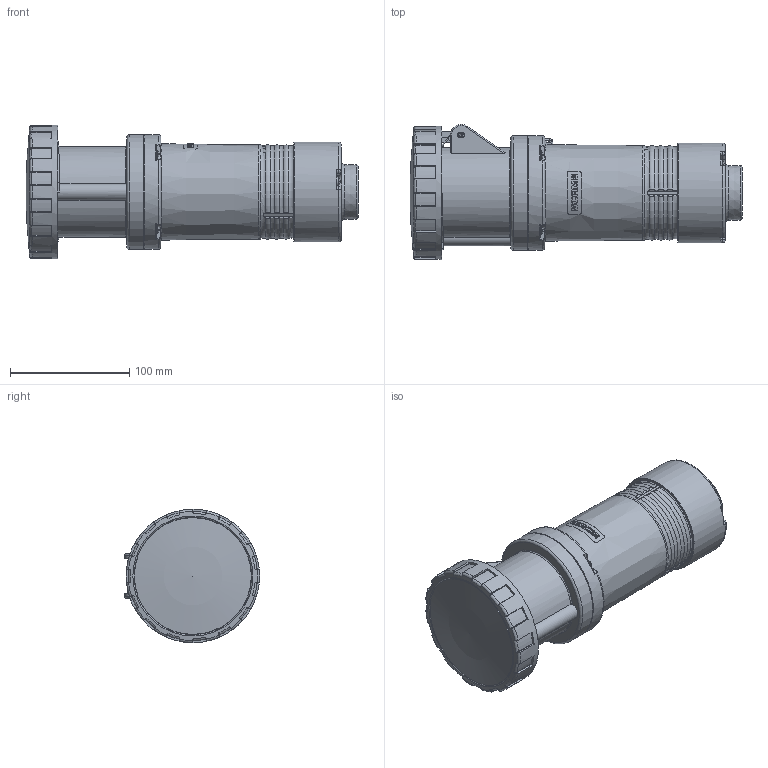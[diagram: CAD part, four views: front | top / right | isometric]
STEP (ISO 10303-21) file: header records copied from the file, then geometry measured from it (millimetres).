
FILE_DESCRIPTION(/* description */ (''),/* implementation_level */ '2;1');
FILE_NAME(/* name */ '4001005.stp',/* time_stamp */ '2019-02-28T10:18:46+01:00',/* author */ (''),/* organization */ (''),/* preprocessor_version */ 'ST-DEVELOPER v16.7',/* originating_system */ 'SIEMENS PLM Software NX 12.0',/* authorisation */ '');
FILE_SCHEMA (('AUTOMOTIVE_DESIGN { 1 0 10303 214 3 1 1 1 }'));
Length unit declared in the file: millimetre
Products named in the file (1): bsom1430229Cmuw5
Bounding box: 278.75 x 113.48 x 112 mm (x, y, z)
Volume: 350963.6 mm3; surface area: 407587 mm2
Topology: 17 solids, 18 shells, 2840 faces, 7516 edges, 4795 vertices
Faces by surface type: plane 1191, cylinder 651, torus 417, cone 201, bspline 176, extrusion 116, sphere 88
Full cylindrical faces by diameter (mm): 1.1 x4, 2.5 x6, 2.6 x4, 2.8 x4, 3 x14, 3.5 x6, 3.9 x1, 4 x13, 4.1 x3, 4.2 x3, 4.4 x1, 4.5 x2, 4.642 x1, 4.8 x3, 5 x1, 5.2 x2, 5.6 x3, 6 x1, 6.1 x1, 6.8 x3, 7 x4, 7.1 x1, 7.8 x3, 8 x7, 8.5 x3, 9.3 x4, 10 x5, 11.3 x1, 12 x3, 12.5 x1
Entity records: 107358 total; most frequent: CARTESIAN_POINT 41414, ORIENTED_EDGE 14006, DIRECTION 12646, EDGE_CURVE 7003, AXIS2_PLACEMENT_3D 4944, VERTEX_POINT 4672, EDGE_LOOP 3397, ADVANCED_FACE 2839
